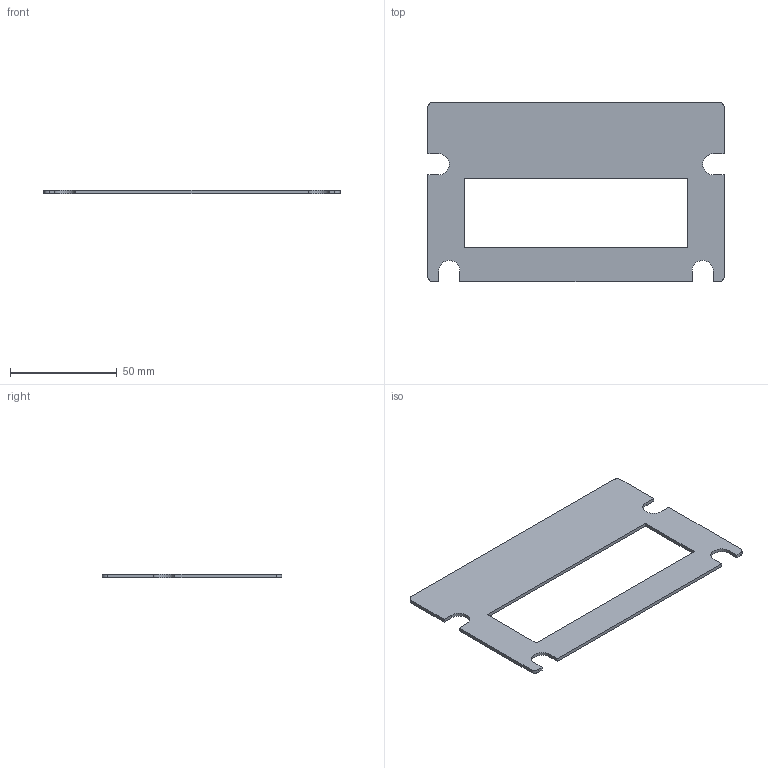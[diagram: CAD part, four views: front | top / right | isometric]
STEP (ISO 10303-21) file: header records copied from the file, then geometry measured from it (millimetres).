
FILE_DESCRIPTION(('KiCad electronic assembly'),'2;1');
FILE_NAME('Macintosh Portable Battery Adapter v1.0.step', '2022-01-22T22:01:04',('Pcbnew'),('Kicad'), 'Open CASCADE STEP processor 7.5','KiCad to STEP converter','Unknown' );
FILE_SCHEMA(('AUTOMOTIVE_DESIGN { 1 0 10303 214 1 1 1 1 }'));
Length unit declared in the file: millimetre
Products named in the file (2): Macintosh Portable Battery Adapter v1.0 1; _autosave-Macintosh Portable Battery Adapter v1.0 PCB
Assembly tree (1 placements, depth 2):
  Macintosh Portable Battery Adapter v1.0 1
    _autosave-Macintosh Portable Battery Adapter v1.0 PCB
Bounding box: 139 x 84.2 x 1.6 mm (x, y, z)
Volume: 12687.5 mm3; surface area: 17107.6 mm2
Topology: 1 solids, 1 shells, 30 faces, 84 edges, 56 vertices
Faces by surface type: plane 22, cylinder 8
Entity records: 2155 total; most frequent: CARTESIAN_POINT 436, DIRECTION 316, LINE 220, VECTOR 220, ORIENTED_EDGE 168, PCURVE 168, DEFINITIONAL_REPRESENTATION 168, EDGE_CURVE 84
